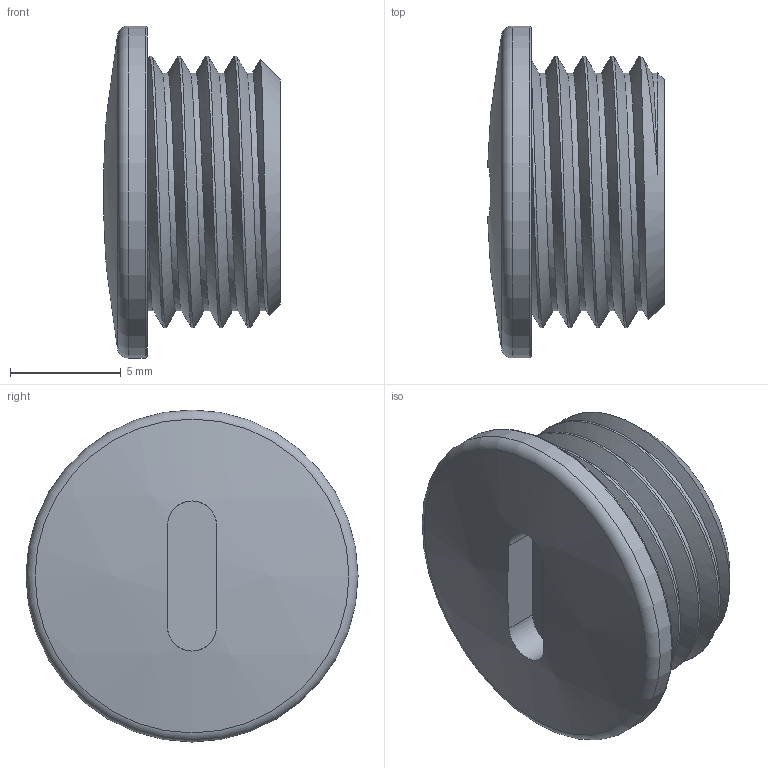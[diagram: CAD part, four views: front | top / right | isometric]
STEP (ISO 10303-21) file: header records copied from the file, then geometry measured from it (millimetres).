
FILE_DESCRIPTION(/* description */ ('Verschlussschraube PG 7'),/* implementation_level */ '2;1');
FILE_NAME(/* name */ '13007407-RST.stp',/* time_stamp */ '2022-01-12T10:06:39+01:00',/* author */ ('sl'),/* organization */ (''),/* preprocessor_version */ 'ST-DEVELOPER v16.5',/* originating_system */ 'Autodesk Inventor 2017',/* authorisation */ '');
FILE_SCHEMA (('AUTOMOTIVE_DESIGN { 1 0 10303 214 3 1 1 }'));
Length unit declared in the file: millimetre
Products named in the file (1): Verschlussschraube-05-BT-0001-13007407
Bounding box: 7.98 x 14.97 x 14.97 mm (x, y, z)
Volume: 540.2 mm3; surface area: 921.7 mm2
Topology: 1 solids, 1 shells, 22 faces, 45 edges, 29 vertices
Faces by surface type: cylinder 7, plane 7, torus 3, cone 2, bspline 2, sphere 1
Full cylindrical faces by diameter (mm): 3.85 x1, 8.72 x1, 14.97 x1
Entity records: 1467 total; most frequent: CARTESIAN_POINT 1039, DIRECTION 82, ORIENTED_EDGE 68, AXIS2_PLACEMENT_3D 38, EDGE_CURVE 34, EDGE_LOOP 32, VERTEX_POINT 26, FACE_OUTER_BOUND 21
